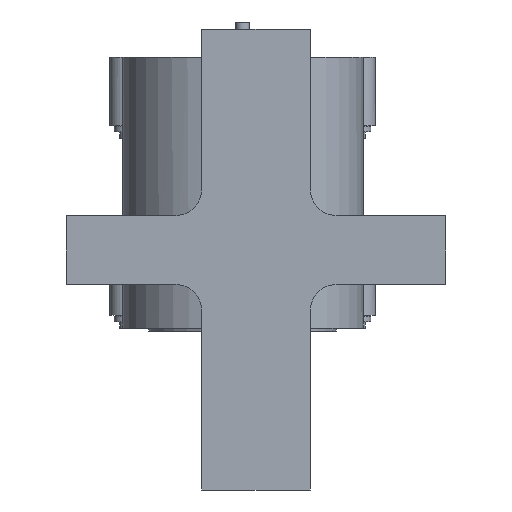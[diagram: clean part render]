
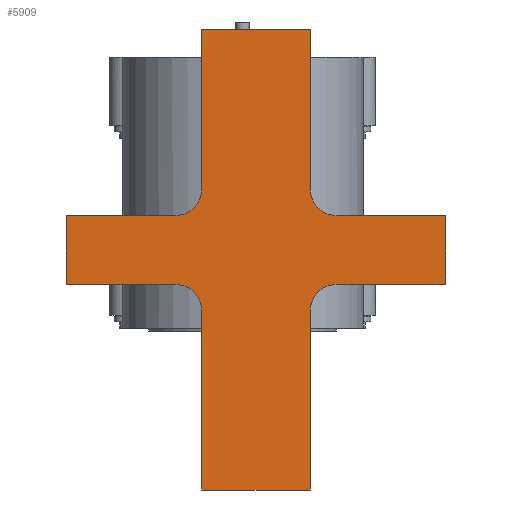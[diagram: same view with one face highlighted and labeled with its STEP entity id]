
A CAD part, front view. The second image highlights one B-rep face of the part: STEP entity #5909.
In plain terms, the highlighted planar face has unit normal (0, -1, 0).
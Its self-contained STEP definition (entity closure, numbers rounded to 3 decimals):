
#315=PLANE('',#6472);
#617=FACE_OUTER_BOUND('',#984,.T.);
#984=EDGE_LOOP('',(#5335,#5336,#5337,#5338,#5339,#5340,#5341,#5342,#5343,
#5344,#5345,#5346,#5347,#5348,#5349,#5350));
#1418=LINE('',#10150,#1961);
#1421=LINE('',#10162,#1964);
#1426=LINE('',#10177,#1969);
#1433=LINE('',#10195,#1976);
#1434=LINE('',#10197,#1977);
#1438=LINE('',#10204,#1981);
#1439=LINE('',#10207,#1982);
#1444=LINE('',#10216,#1987);
#1445=LINE('',#10219,#1988);
#1590=LINE('',#10575,#2133);
#1592=LINE('',#10578,#2135);
#1593=LINE('',#10580,#2136);
#1961=VECTOR('',#7618,10.);
#1964=VECTOR('',#7629,10.);
#1969=VECTOR('',#7642,10.);
#1976=VECTOR('',#7657,10.);
#1977=VECTOR('',#7660,10.);
#1981=VECTOR('',#7666,10.);
#1982=VECTOR('',#7669,10.);
#1987=VECTOR('',#7676,10.);
#1988=VECTOR('',#7679,10.);
#2133=VECTOR('',#8012,10.);
#2135=VECTOR('',#8016,10.);
#2136=VECTOR('',#8019,10.);
#2354=CIRCLE('',#6356,10.);
#2355=CIRCLE('',#6359,10.);
#2357=CIRCLE('',#6363,10.);
#2360=CIRCLE('',#6368,10.);
#2791=VERTEX_POINT('',#10140);
#2792=VERTEX_POINT('',#10142);
#2794=VERTEX_POINT('',#10148);
#2795=VERTEX_POINT('',#10152);
#2796=VERTEX_POINT('',#10153);
#2799=VERTEX_POINT('',#10161);
#2801=VERTEX_POINT('',#10167);
#2802=VERTEX_POINT('',#10168);
#2805=VERTEX_POINT('',#10176);
#2809=VERTEX_POINT('',#10185);
#2810=VERTEX_POINT('',#10187);
#2812=VERTEX_POINT('',#10193);
#2814=VERTEX_POINT('',#10202);
#2815=VERTEX_POINT('',#10206);
#2818=VERTEX_POINT('',#10214);
#2819=VERTEX_POINT('',#10218);
#3532=EDGE_CURVE('',#2791,#2792,#2354,.T.);
#3536=EDGE_CURVE('',#2791,#2794,#1418,.T.);
#3537=EDGE_CURVE('',#2795,#2796,#2355,.T.);
#3541=EDGE_CURVE('',#2796,#2799,#1421,.F.);
#3544=EDGE_CURVE('',#2801,#2802,#2357,.T.);
#3548=EDGE_CURVE('',#2805,#2802,#1426,.T.);
#3553=EDGE_CURVE('',#2809,#2810,#2360,.T.);
#3557=EDGE_CURVE('',#2812,#2809,#1433,.F.);
#3558=EDGE_CURVE('',#2799,#2794,#1434,.F.);
#3562=EDGE_CURVE('',#2795,#2814,#1438,.F.);
#3563=EDGE_CURVE('',#2815,#2792,#1439,.F.);
#3568=EDGE_CURVE('',#2801,#2818,#1444,.F.);
#3569=EDGE_CURVE('',#2819,#2810,#1445,.F.);
#3747=EDGE_CURVE('',#2818,#2815,#1590,.F.);
#3749=EDGE_CURVE('',#2814,#2819,#1592,.F.);
#3750=EDGE_CURVE('',#2805,#2812,#1593,.T.);
#5335=ORIENTED_EDGE('',*,*,#3548,.T.);
#5336=ORIENTED_EDGE('',*,*,#3544,.F.);
#5337=ORIENTED_EDGE('',*,*,#3568,.T.);
#5338=ORIENTED_EDGE('',*,*,#3747,.T.);
#5339=ORIENTED_EDGE('',*,*,#3563,.T.);
#5340=ORIENTED_EDGE('',*,*,#3532,.F.);
#5341=ORIENTED_EDGE('',*,*,#3536,.T.);
#5342=ORIENTED_EDGE('',*,*,#3558,.F.);
#5343=ORIENTED_EDGE('',*,*,#3541,.F.);
#5344=ORIENTED_EDGE('',*,*,#3537,.F.);
#5345=ORIENTED_EDGE('',*,*,#3562,.T.);
#5346=ORIENTED_EDGE('',*,*,#3749,.T.);
#5347=ORIENTED_EDGE('',*,*,#3569,.T.);
#5348=ORIENTED_EDGE('',*,*,#3553,.F.);
#5349=ORIENTED_EDGE('',*,*,#3557,.F.);
#5350=ORIENTED_EDGE('',*,*,#3750,.F.);
#5909=ADVANCED_FACE('',(#617),#315,.F.);
#6356=AXIS2_PLACEMENT_3D('',#10143,#7611,#7612);
#6359=AXIS2_PLACEMENT_3D('',#10154,#7621,#7622);
#6363=AXIS2_PLACEMENT_3D('',#10169,#7634,#7635);
#6368=AXIS2_PLACEMENT_3D('',#10188,#7650,#7651);
#6472=AXIS2_PLACEMENT_3D('',#10583,#8023,#8024);
#7611=DIRECTION('center_axis',(0.,-1.,0.));
#7612=DIRECTION('ref_axis',(0.707,0.,-0.707));
#7618=DIRECTION('',(-1.,0.,0.));
#7621=DIRECTION('center_axis',(0.,-1.,0.));
#7622=DIRECTION('ref_axis',(0.707,0.,0.707));
#7629=DIRECTION('',(1.,0.,0.));
#7634=DIRECTION('center_axis',(0.,-1.,0.));
#7635=DIRECTION('ref_axis',(-0.707,0.,-0.707));
#7642=DIRECTION('',(-1.,0.,0.));
#7650=DIRECTION('center_axis',(0.,-1.,0.));
#7651=DIRECTION('ref_axis',(-0.707,0.,0.707));
#7657=DIRECTION('',(1.,0.,0.));
#7660=DIRECTION('',(0.,0.,-1.));
#7666=DIRECTION('',(0.,0.,1.));
#7669=DIRECTION('',(0.,0.,1.));
#7676=DIRECTION('',(0.,0.,-1.));
#7679=DIRECTION('',(0.,0.,-1.));
#8012=DIRECTION('',(1.,0.,0.));
#8016=DIRECTION('',(-1.,0.,0.));
#8019=DIRECTION('',(0.,0.,-1.));
#8023=DIRECTION('center_axis',(0.,1.,0.));
#8024=DIRECTION('ref_axis',(1.,0.,0.));
#10140=CARTESIAN_POINT('',(-27.381,2.,13.544));
#10142=CARTESIAN_POINT('',(-17.381,2.,23.544));
#10143=CARTESIAN_POINT('Origin',(-27.381,2.,23.544));
#10148=CARTESIAN_POINT('',(-67.381,2.,13.544));
#10150=CARTESIAN_POINT('',(2.619,2.,13.544));
#10152=CARTESIAN_POINT('',(-17.381,2.,-21.771));
#10153=CARTESIAN_POINT('',(-27.381,2.,-11.771));
#10154=CARTESIAN_POINT('Origin',(-27.381,2.,-21.771));
#10161=CARTESIAN_POINT('',(-67.381,2.,-11.771));
#10162=CARTESIAN_POINT('',(2.619,2.,-11.771));
#10167=CARTESIAN_POINT('',(22.619,2.,23.544));
#10168=CARTESIAN_POINT('',(32.619,2.,13.544));
#10169=CARTESIAN_POINT('Origin',(32.619,2.,23.544));
#10176=CARTESIAN_POINT('',(72.619,2.,13.544));
#10177=CARTESIAN_POINT('',(47.619,2.,13.544));
#10185=CARTESIAN_POINT('',(32.619,2.,-11.771));
#10187=CARTESIAN_POINT('',(22.619,2.,-21.771));
#10188=CARTESIAN_POINT('Origin',(32.619,2.,-21.771));
#10193=CARTESIAN_POINT('',(72.619,2.,-11.771));
#10195=CARTESIAN_POINT('',(47.619,2.,-11.771));
#10197=CARTESIAN_POINT('',(-67.381,2.,-4.114));
#10202=CARTESIAN_POINT('',(-17.381,2.,-87.66));
#10204=CARTESIAN_POINT('',(-17.381,2.,39.113));
#10206=CARTESIAN_POINT('',(-17.381,2.,82.34));
#10207=CARTESIAN_POINT('',(-17.381,2.,39.113));
#10214=CARTESIAN_POINT('',(22.619,2.,82.34));
#10216=CARTESIAN_POINT('',(22.619,2.,-50.887));
#10218=CARTESIAN_POINT('',(22.619,2.,-87.66));
#10219=CARTESIAN_POINT('',(22.619,2.,-50.887));
#10575=CARTESIAN_POINT('',(57.619,2.,82.34));
#10578=CARTESIAN_POINT('',(-12.381,2.,-87.66));
#10580=CARTESIAN_POINT('',(72.619,2.,-4.114));
#10583=CARTESIAN_POINT('Origin',(47.619,2.,-4.114));
